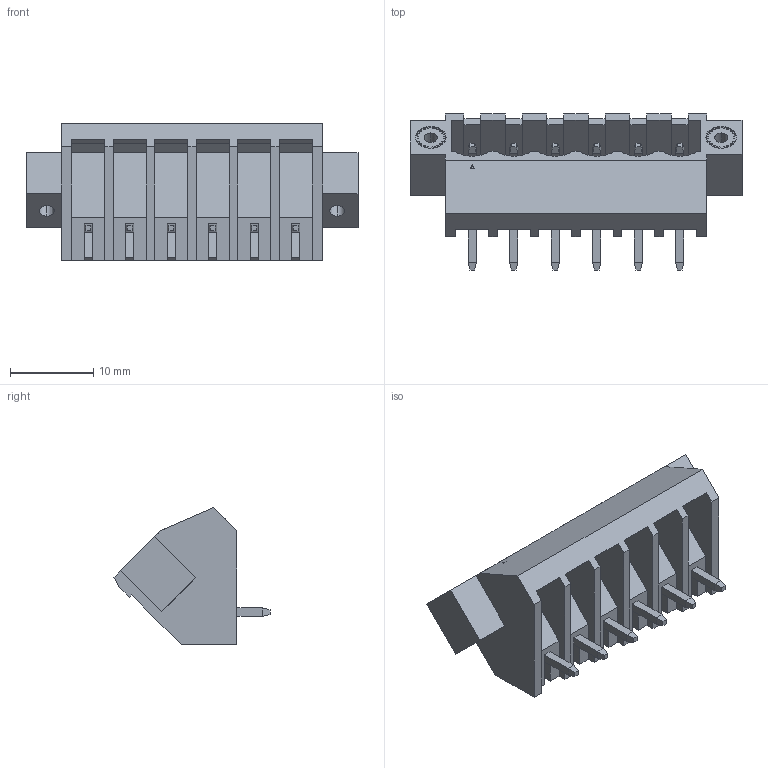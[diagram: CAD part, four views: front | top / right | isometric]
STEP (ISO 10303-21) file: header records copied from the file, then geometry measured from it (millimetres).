
FILE_DESCRIPTION (( 'STEP AP214' ), '1' );
FILE_NAME ('2EDGLM-5.0-06P-14-00AH.STEP', '2021-03-06T23:50:25', ( '' ), ( '' ), 'SwSTEP 2.0', 'SolidWorks 2020', '' );
FILE_SCHEMA (( 'AUTOMOTIVE_DESIGN' ));
Length unit declared in the file: millimetre
Products named in the file (1): 2EDGLM-5.0-06P-14-00AH
Bounding box: 40 x 18.8 x 16.5 mm (x, y, z)
Volume: 2647.4 mm3; surface area: 4634.8 mm2
Topology: 1 solids, 1 shells, 895 faces, 2389 edges, 1544 vertices
Faces by surface type: plane 676, bspline 143, cylinder 48, cone 16, torus 12
Entity records: 40772 total; most frequent: CARTESIAN_POINT 13520, ORIENTED_EDGE 4778, DIRECTION 3737, EDGE_CURVE 2389, VECTOR 1791, LINE 1791, VERTEX_POINT 1544, AXIS2_PLACEMENT_3D 973
